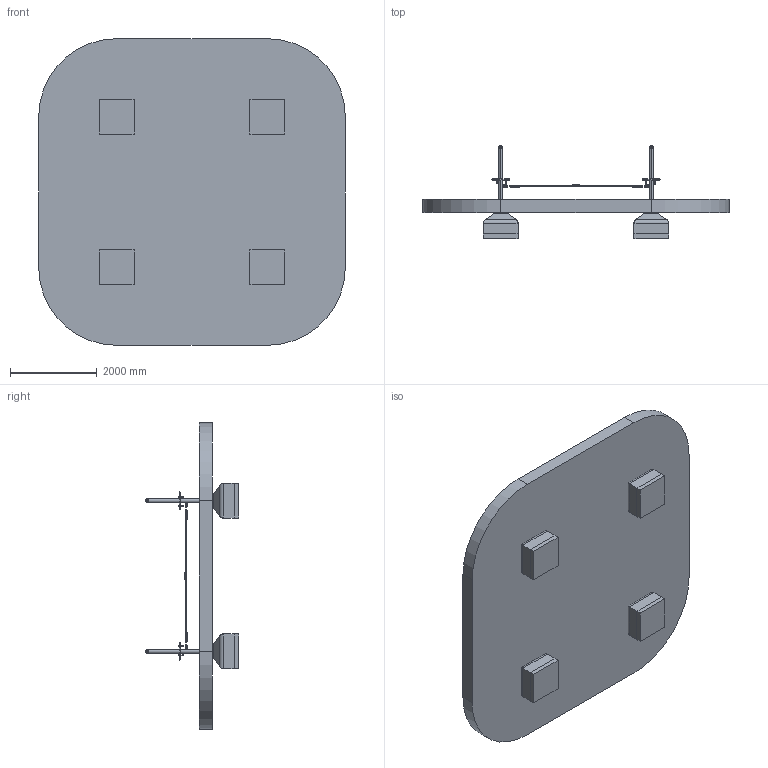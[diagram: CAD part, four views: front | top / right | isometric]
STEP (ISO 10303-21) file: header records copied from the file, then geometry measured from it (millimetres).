
FILE_DESCRIPTION (( 'STEP AP203' ), '1' );
FILE_NAME ('4591-71.STEP', '2014-10-22T06:12:28', ( '' ), ( '' ), 'SwSTEP 2.0', 'SolidWorks 2014', '' );
FILE_SCHEMA (( 'CONFIG_CONTROL_DESIGN' ));
Length unit declared in the file: millimetre
Products named in the file (35): Seil f黵 Slackline; 35-12-1478 - Spannschloss M12 90°; Mittelkreuz mit Kugeln; 35-102 - Pfostenschelle f黵 102er Rohr; Sicherheitsbereich und Pfosten; Seile blau rot blau - 1650mm; Buchse schwarz; Alu-Klemme Herkulesseil; StudBolt_DIN_PreviewCfg; Lasche 3x; 4591-71; 46-02-1295T - Triangel; Seilstück blau 100 mm; Hex Nut GradeC_DIN_Hexagon Nut ISO 4034 - M8 - N; Schellenbefestigung fuer blaue Platte; 457-07 - Kunststoff Kausche; Seilstück rot - Ersatz; Sauberkeitsschicht1; Platte Durchmesser 400 mm blau; 457-04 - Kunststoff Kausche; Kreuz; Fundament komplett; Abdeckkappe ﾘ 102 mm; Triangel mit Spannschloß - Kopie; ALU-Adapter; Cross PH Tapping 968_DIN_PreviewCfg; _PreviewCfg; Seilstück rot 112; Hex Bolt GradeAB_DIN_PreviewCfg; Mittelkreuz Seile; Domed cap nut_DIN_DIN 1587 - M6 --NNU; Seil f黵 Slackline rot; Hex Nut Style 1 GradeAB_DIN_PreviewCfg; Kugel; Fundament1
Assembly tree (138 placements, depth 4):
  4591-71
    Sicherheitsbereich und Pfosten
    Schellenbefestigung fuer blaue Platte  x4
      Lasche 3x
    Platte Durchmesser 400 mm blau  x4
    Abdeckkappe ﾘ 102 mm  x4
    _PreviewCfg  x12
    Domed cap nut_DIN_DIN 1587 - M6 --NNU  x9
    Fundament komplett  x4
      Fundament1
      35-102 - Pfostenschelle f黵 102er Rohr
      StudBolt_DIN_PreviewCfg
      Hex Nut GradeC_DIN_Hexagon Nut ISO 4034 - M8 - N
      Sauberkeitsschicht1
    Cross PH Tapping 968_DIN_PreviewCfg  x6
    Kreuz
      Mittelkreuz mit Kugeln
        Mittelkreuz Seile
        Kugel  x9
      Alu-Klemme Herkulesseil  x8
      Seilstück blau 100 mm  x4
      Seilstück rot - Ersatz  x8
    ALU-Adapter  x4
    35-12-1478 - Spannschloss M12 90°  x4
      Hex Bolt GradeAB_DIN_PreviewCfg
      Hex Nut Style 1 GradeAB_DIN_PreviewCfg
    Buchse schwarz  x4
    Triangel mit Spannschloß - Kopie  x4
      46-02-1295T - Triangel
      457-07 - Kunststoff Kausche
      457-04 - Kunststoff Kausche
    Seilstück rot 112  x8
    Seile blau rot blau - 1650mm  x4
      Seil f黵 Slackline rot
      Alu-Klemme Herkulesseil
      Seil f黵 Slackline
Bounding box: 7050 x 2138.96 x 7050 mm (x, y, z)
Volume: 15361835385.2 mm3; surface area: 127032609 mm2
Topology: 271 solids, 271 shells, 7074 faces, 16662 edges, 9928 vertices
Faces by surface type: plane 2162, cylinder 2074, torus 1512, cone 744, bspline 528, sphere 54
Entity records: 37167 total; most frequent: CARTESIAN_POINT 10865, DIRECTION 4240, ORIENTED_EDGE 4034, EDGE_CURVE 2017, AXIS2_PLACEMENT_3D 1684, VERTEX_POINT 1253, EDGE_LOOP 914, VECTOR 872
